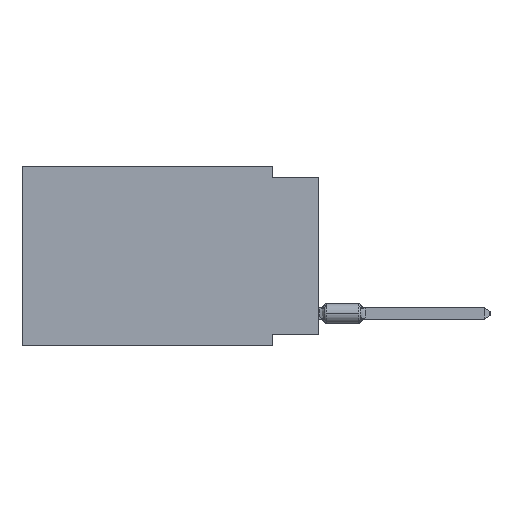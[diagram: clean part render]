
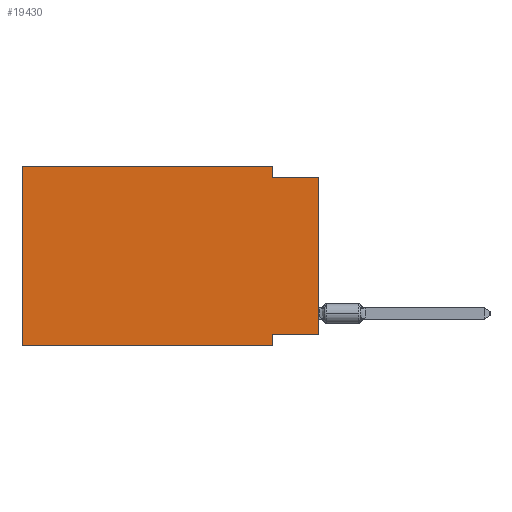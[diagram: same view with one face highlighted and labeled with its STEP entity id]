
A CAD part, left-side view. The second image highlights one B-rep face of the part: STEP entity #19430.
In plain terms, the highlighted planar face has unit normal (-1, 0, 0).
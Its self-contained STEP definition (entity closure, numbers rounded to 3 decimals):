
#496 = CARTESIAN_POINT ( 'NONE',  ( 0., 2.54, 0. ) ) ;
#874 = DIRECTION ( 'NONE',  ( 0., 0., -1. ) ) ;
#2285 = CARTESIAN_POINT ( 'NONE',  ( 0., 0., -0.635 ) ) ;
#2689 = CARTESIAN_POINT ( 'NONE',  ( 0., 2.54, -0.635 ) ) ;
#3431 = VERTEX_POINT ( 'NONE', #496 ) ;
#4363 = ORIENTED_EDGE ( 'NONE', *, *, #12059, .T. ) ;
#4532 = VERTEX_POINT ( 'NONE', #2689 ) ;
#5552 = CARTESIAN_POINT ( 'NONE',  ( 0., 16.383, -9.906 ) ) ;
#5863 = VECTOR ( 'NONE', #11962, 1000. ) ;
#5922 = CARTESIAN_POINT ( 'NONE',  ( 0., 16.383, 0. ) ) ;
#6491 = DIRECTION ( 'NONE',  ( 0., -1., 0. ) ) ;
#7390 = DIRECTION ( 'NONE',  ( 1., 0., 0. ) ) ;
#7941 = LINE ( 'NONE', #36744, #38681 ) ;
#8267 = CARTESIAN_POINT ( 'NONE',  ( 0., 2.54, -9.906 ) ) ;
#8593 = LINE ( 'NONE', #40333, #15550 ) ;
#9833 = LINE ( 'NONE', #32128, #11528 ) ;
#9950 = ORIENTED_EDGE ( 'NONE', *, *, #38244, .T. ) ;
#11527 = DIRECTION ( 'NONE',  ( 0., 0., 1. ) ) ;
#11528 = VECTOR ( 'NONE', #6491, 1000. ) ;
#11962 = DIRECTION ( 'NONE',  ( 0., 0., 1. ) ) ;
#12059 = EDGE_CURVE ( 'NONE', #34027, #37135, #40846, .T. ) ;
#12150 = DIRECTION ( 'NONE',  ( 0., 0., -1. ) ) ;
#12436 = ORIENTED_EDGE ( 'NONE', *, *, #15507, .F. ) ;
#13976 = EDGE_LOOP ( 'NONE', ( #9950, #32619, #12436, #33703, #18521, #4363, #17936, #29296 ) ) ;
#15507 = EDGE_CURVE ( 'NONE', #3431, #4532, #40944, .T. ) ;
#15550 = VECTOR ( 'NONE', #11527, 1000. ) ;
#16945 = VERTEX_POINT ( 'NONE', #22914 ) ;
#17351 = VERTEX_POINT ( 'NONE', #22816 ) ;
#17936 = ORIENTED_EDGE ( 'NONE', *, *, #32396, .F. ) ;
#18061 = CARTESIAN_POINT ( 'NONE',  ( 0., 16.383, -9.906 ) ) ;
#18521 = ORIENTED_EDGE ( 'NONE', *, *, #31372, .F. ) ;
#18533 = DIRECTION ( 'NONE',  ( 0., -1., 0. ) ) ;
#19430 = ADVANCED_FACE ( 'NONE', ( #29660 ), #32625, .F. ) ;
#20255 = EDGE_CURVE ( 'NONE', #16945, #17351, #38555, .T. ) ;
#21147 = VERTEX_POINT ( 'NONE', #5922 ) ;
#22037 = LINE ( 'NONE', #41379, #5863 ) ;
#22816 = CARTESIAN_POINT ( 'NONE',  ( 0., 2.54, -9.271 ) ) ;
#22914 = CARTESIAN_POINT ( 'NONE',  ( 0., 0., -9.271 ) ) ;
#25420 = VERTEX_POINT ( 'NONE', #2285 ) ;
#27706 = CARTESIAN_POINT ( 'NONE',  ( 0., 2.54, -9.906 ) ) ;
#28052 = DIRECTION ( 'NONE',  ( 0., 1., 0. ) ) ;
#28676 = CARTESIAN_POINT ( 'NONE',  ( 0., 0., -9.271 ) ) ;
#29296 = ORIENTED_EDGE ( 'NONE', *, *, #20255, .F. ) ;
#29660 = FACE_OUTER_BOUND ( 'NONE', #13976, .T. ) ;
#30324 = EDGE_CURVE ( 'NONE', #4532, #25420, #7941, .T. ) ;
#30730 = VECTOR ( 'NONE', #37277, 1000. ) ;
#31372 = EDGE_CURVE ( 'NONE', #34027, #21147, #22037, .T. ) ;
#32128 = CARTESIAN_POINT ( 'NONE',  ( 0., 16.383, 0. ) ) ;
#32289 = CARTESIAN_POINT ( 'NONE',  ( 0., 2.54, 0. ) ) ;
#32396 = EDGE_CURVE ( 'NONE', #17351, #37135, #34328, .T. ) ;
#32619 = ORIENTED_EDGE ( 'NONE', *, *, #30324, .F. ) ;
#32625 = PLANE ( 'NONE',  #41205 ) ;
#33160 = DIRECTION ( 'NONE',  ( 0., -1., 0. ) ) ;
#33703 = ORIENTED_EDGE ( 'NONE', *, *, #38422, .F. ) ;
#34027 = VERTEX_POINT ( 'NONE', #18061 ) ;
#34328 = LINE ( 'NONE', #8267, #30730 ) ;
#36744 = CARTESIAN_POINT ( 'NONE',  ( 0., 0., -0.635 ) ) ;
#37135 = VERTEX_POINT ( 'NONE', #27706 ) ;
#37277 = DIRECTION ( 'NONE',  ( 0., 0., -1. ) ) ;
#37433 = VECTOR ( 'NONE', #18533, 1000. ) ;
#37883 = VECTOR ( 'NONE', #28052, 1000. ) ;
#38244 = EDGE_CURVE ( 'NONE', #16945, #25420, #8593, .T. ) ;
#38422 = EDGE_CURVE ( 'NONE', #21147, #3431, #9833, .T. ) ;
#38555 = LINE ( 'NONE', #28676, #37883 ) ;
#38681 = VECTOR ( 'NONE', #33160, 1000. ) ;
#39123 = CARTESIAN_POINT ( 'NONE',  ( 0., 16.383, 0. ) ) ;
#39614 = VECTOR ( 'NONE', #12150, 1000. ) ;
#40333 = CARTESIAN_POINT ( 'NONE',  ( 0., 0., 0. ) ) ;
#40846 = LINE ( 'NONE', #5552, #37433 ) ;
#40944 = LINE ( 'NONE', #32289, #39614 ) ;
#41205 = AXIS2_PLACEMENT_3D ( 'NONE', #39123, #7390, #874 ) ;
#41379 = CARTESIAN_POINT ( 'NONE',  ( 0., 16.383, 0. ) ) ;
